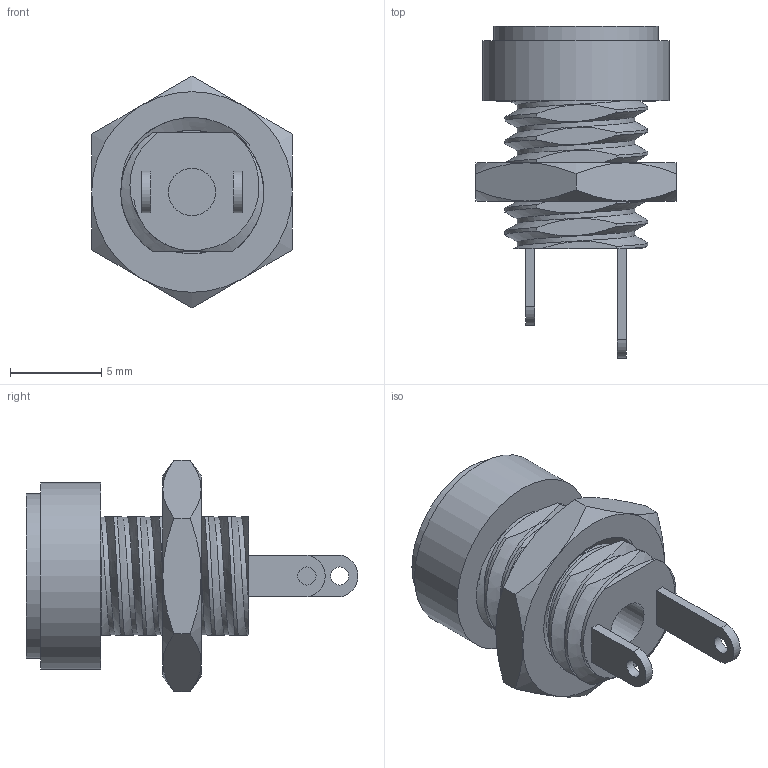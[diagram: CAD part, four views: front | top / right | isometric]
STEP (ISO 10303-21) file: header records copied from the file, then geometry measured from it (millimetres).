
FILE_DESCRIPTION(/* description */ (''),/* implementation_level */ '2;1');
FILE_NAME(/* name */ 'dc 022B jack 2.1mm.step',/* time_stamp */ '2017-05-30T15:46:53+01:00',/* author */ (''),/* organization */ (''),/* preprocessor_version */ 'ST-DEVELOPER v16.13',/* originating_system */ 'Autodesk Translation Framework v6.1.1.50',/* authorisation */ '');
FILE_SCHEMA (('AUTOMOTIVE_DESIGN { 1 0 10303 214 3 1 1 }'));
Length unit declared in the file: millimetre
Products named in the file (2): dc jack 2.1mm v5; DJ Jack 2,1mm panel mount v1
Assembly tree (1 placements, depth 2):
  dc jack 2.1mm v5
    DJ Jack 2,1mm panel mount v1
Bounding box: 11 x 18.2 x 12.7 mm (x, y, z)
Volume: 584.8 mm3; surface area: 1058.6 mm2
Topology: 2 solids, 2 shells, 83 faces, 207 edges, 134 vertices
Faces by surface type: plane 37, cylinder 26, cone 13, bspline 6, sphere 1
Full cylindrical faces by diameter (mm): 1 x2, 2.1 x1, 2.6 x1, 5.5 x1, 9 x1, 10.2 x1
Entity records: 4789 total; most frequent: CARTESIAN_POINT 2970, ORIENTED_EDGE 390, DIRECTION 306, EDGE_CURVE 195, VERTEX_POINT 131, AXIS2_PLACEMENT_3D 126, EDGE_LOOP 104, FACE_OUTER_BOUND 83
